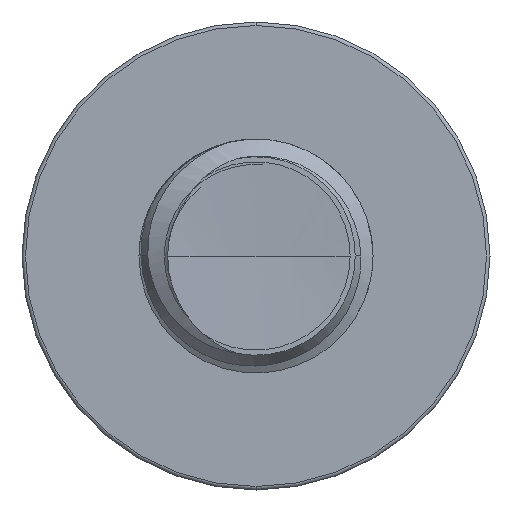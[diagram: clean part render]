
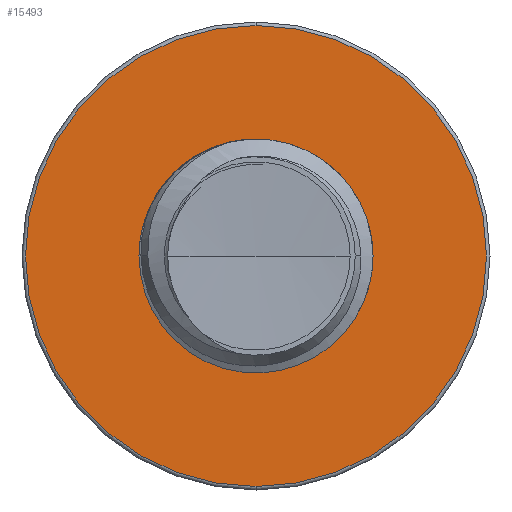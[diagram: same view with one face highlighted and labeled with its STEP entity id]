
A CAD part, front view. The second image highlights one B-rep face of the part: STEP entity #15493.
In plain terms, the highlighted planar face has unit normal (0, -1, 0).
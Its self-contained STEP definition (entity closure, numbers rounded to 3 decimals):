
#3254 = CARTESIAN_POINT ( 'NONE',  ( 0., 6., 0.969 ) ) ;
#3287 = AXIS2_PLACEMENT_3D ( 'NONE', #12529, #26994, #14601 ) ;
#3921 = CARTESIAN_POINT ( 'NONE',  ( 0., 6., 0. ) ) ;
#4006 = AXIS2_PLACEMENT_3D ( 'NONE', #3254, #26401, #13979 ) ;
#4122 = CARTESIAN_POINT ( 'NONE',  ( 0., 6., -0.969 ) ) ;
#5428 = CARTESIAN_POINT ( 'NONE',  ( 0., 6., 1.97 ) ) ;
#6184 = DIRECTION ( 'NONE',  ( 0., 0., -1. ) ) ;
#6245 = AXIS2_PLACEMENT_3D ( 'NONE', #12433, #26901, #14499 ) ;
#6628 = CIRCLE ( 'NONE', #3287, 0.969 ) ;
#7099 = AXIS2_PLACEMENT_3D ( 'NONE', #7648, #22200, #9744 ) ;
#7648 = CARTESIAN_POINT ( 'NONE',  ( 0., 6., 0. ) ) ;
#8724 = VERTEX_POINT ( 'NONE', #5428 ) ;
#8829 = ORIENTED_EDGE ( 'NONE', *, *, #26591, .F. ) ;
#9744 = DIRECTION ( 'NONE',  ( 0., 0., -1. ) ) ;
#9808 = PLANE ( 'NONE',  #4006 ) ;
#10463 = AXIS2_PLACEMENT_3D ( 'NONE', #3921, #18666, #6184 ) ;
#12310 = EDGE_CURVE ( 'NONE', #19324, #8724, #14521, .T. ) ;
#12339 = EDGE_CURVE ( 'NONE', #8724, #19324, #13884, .T. ) ;
#12433 = CARTESIAN_POINT ( 'NONE',  ( 0., 6., 0. ) ) ;
#12529 = CARTESIAN_POINT ( 'NONE',  ( 0., 6., 0. ) ) ;
#13694 = ORIENTED_EDGE ( 'NONE', *, *, #18757, .F. ) ;
#13884 = CIRCLE ( 'NONE', #10463, 1.97 ) ;
#13979 = DIRECTION ( 'NONE',  ( 0., 0., -1. ) ) ;
#14097 = VERTEX_POINT ( 'NONE', #23669 ) ;
#14499 = DIRECTION ( 'NONE',  ( 0., 0., -1. ) ) ;
#14521 = CIRCLE ( 'NONE', #6245, 1.97 ) ;
#14601 = DIRECTION ( 'NONE',  ( 0., 0., -1. ) ) ;
#15493 = ADVANCED_FACE ( 'NONE', ( #18706, #22979 ), #9808, .T. ) ;
#15711 = CARTESIAN_POINT ( 'NONE',  ( 0., 6., -1.97 ) ) ;
#16213 = EDGE_LOOP ( 'NONE', ( #13694, #8829 ) ) ;
#17203 = VERTEX_POINT ( 'NONE', #4122 ) ;
#17865 = ORIENTED_EDGE ( 'NONE', *, *, #12310, .T. ) ;
#18666 = DIRECTION ( 'NONE',  ( 0., -1., 0. ) ) ;
#18706 = FACE_OUTER_BOUND ( 'NONE', #23490, .T. ) ;
#18757 = EDGE_CURVE ( 'NONE', #17203, #14097, #6628, .T. ) ;
#19324 = VERTEX_POINT ( 'NONE', #15711 ) ;
#22200 = DIRECTION ( 'NONE',  ( 0., -1., 0. ) ) ;
#22979 = FACE_BOUND ( 'NONE', #16213, .T. ) ;
#23490 = EDGE_LOOP ( 'NONE', ( #17865, #24134 ) ) ;
#23669 = CARTESIAN_POINT ( 'NONE',  ( 0., 6., 0.969 ) ) ;
#24134 = ORIENTED_EDGE ( 'NONE', *, *, #12339, .T. ) ;
#25760 = CIRCLE ( 'NONE', #7099, 0.969 ) ;
#26401 = DIRECTION ( 'NONE',  ( 0., -1., 0. ) ) ;
#26591 = EDGE_CURVE ( 'NONE', #14097, #17203, #25760, .T. ) ;
#26901 = DIRECTION ( 'NONE',  ( 0., -1., 0. ) ) ;
#26994 = DIRECTION ( 'NONE',  ( 0., -1., 0. ) ) ;
